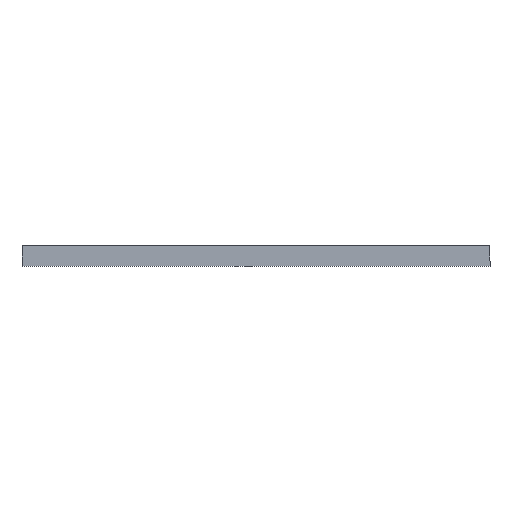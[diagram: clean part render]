
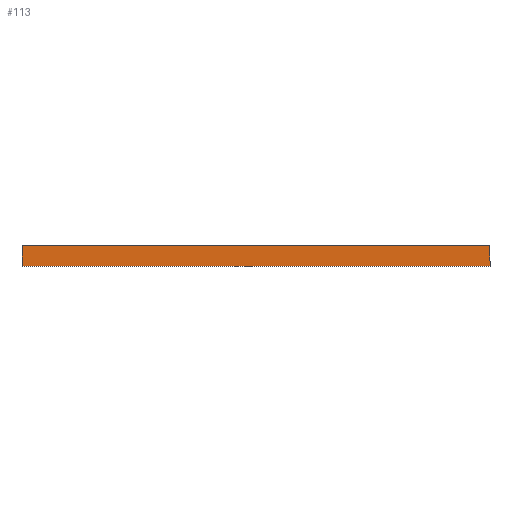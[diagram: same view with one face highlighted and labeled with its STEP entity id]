
A CAD part, top view. The second image highlights one B-rep face of the part: STEP entity #113.
In plain terms, the highlighted planar face has unit normal (0, 0, 1).
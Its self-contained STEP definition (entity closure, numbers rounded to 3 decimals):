
#1 = EDGE_CURVE ( 'NONE', #118, #160, #178, .T. ) ;
#10 = CARTESIAN_POINT ( 'NONE',  ( -1150., -534.621, 1. ) ) ;
#12 = LINE ( 'NONE', #95, #226 ) ;
#13 = LINE ( 'NONE', #134, #83 ) ;
#17 = VECTOR ( 'NONE', #65, 1000. ) ;
#24 = CARTESIAN_POINT ( 'NONE',  ( 0., 0., 1. ) ) ;
#29 = ORIENTED_EDGE ( 'NONE', *, *, #211, .T. ) ;
#36 = DIRECTION ( 'NONE',  ( 0., -1., 0. ) ) ;
#49 = VERTEX_POINT ( 'NONE', #119 ) ;
#59 = VECTOR ( 'NONE', #208, 1000. ) ;
#62 = VERTEX_POINT ( 'NONE', #10 ) ;
#65 = DIRECTION ( 'NONE',  ( 0., 1., 0. ) ) ;
#67 = ORIENTED_EDGE ( 'NONE', *, *, #177, .T. ) ;
#74 = CARTESIAN_POINT ( 'NONE',  ( 1150., -534.621, 1. ) ) ;
#83 = VECTOR ( 'NONE', #223, 1000. ) ;
#90 = AXIS2_PLACEMENT_3D ( 'NONE', #24, #101, #179 ) ;
#94 = CARTESIAN_POINT ( 'NONE',  ( 1150., -634.621, 1. ) ) ;
#95 = CARTESIAN_POINT ( 'NONE',  ( -1150., -634.621, 1. ) ) ;
#97 = CARTESIAN_POINT ( 'NONE',  ( 0., -634.621, 1. ) ) ;
#101 = DIRECTION ( 'NONE',  ( 0., 0., -1. ) ) ;
#103 = CARTESIAN_POINT ( 'NONE',  ( 1150., -634.621, 1. ) ) ;
#113 = ADVANCED_FACE ( 'NONE', ( #117 ), #197, .F. ) ;
#117 = FACE_OUTER_BOUND ( 'NONE', #228, .T. ) ;
#118 = VERTEX_POINT ( 'NONE', #94 ) ;
#119 = CARTESIAN_POINT ( 'NONE',  ( -1150., -634.621, 1. ) ) ;
#134 = CARTESIAN_POINT ( 'NONE',  ( 1150., -534.621, 1. ) ) ;
#160 = VERTEX_POINT ( 'NONE', #74 ) ;
#164 = ORIENTED_EDGE ( 'NONE', *, *, #1, .T. ) ;
#176 = EDGE_CURVE ( 'NONE', #62, #49, #12, .T. ) ;
#177 = EDGE_CURVE ( 'NONE', #49, #118, #186, .T. ) ;
#178 = LINE ( 'NONE', #103, #17 ) ;
#179 = DIRECTION ( 'NONE',  ( -1., 0., 0. ) ) ;
#186 = LINE ( 'NONE', #97, #59 ) ;
#197 = PLANE ( 'NONE',  #90 ) ;
#199 = ORIENTED_EDGE ( 'NONE', *, *, #176, .T. ) ;
#208 = DIRECTION ( 'NONE',  ( 1., 0., 0. ) ) ;
#211 = EDGE_CURVE ( 'NONE', #160, #62, #13, .T. ) ;
#223 = DIRECTION ( 'NONE',  ( -1., 0., 0. ) ) ;
#226 = VECTOR ( 'NONE', #36, 1000. ) ;
#228 = EDGE_LOOP ( 'NONE', ( #67, #164, #29, #199 ) ) ;
